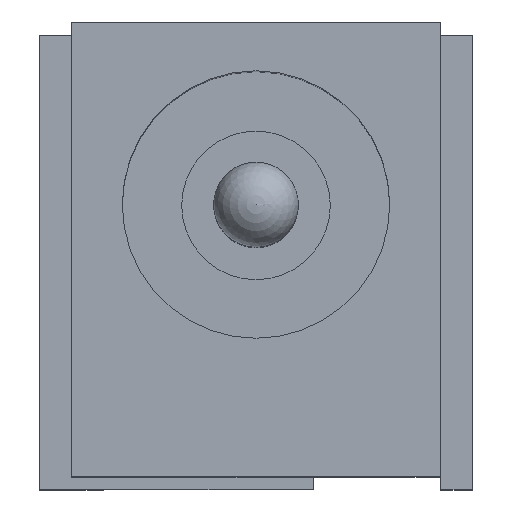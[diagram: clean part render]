
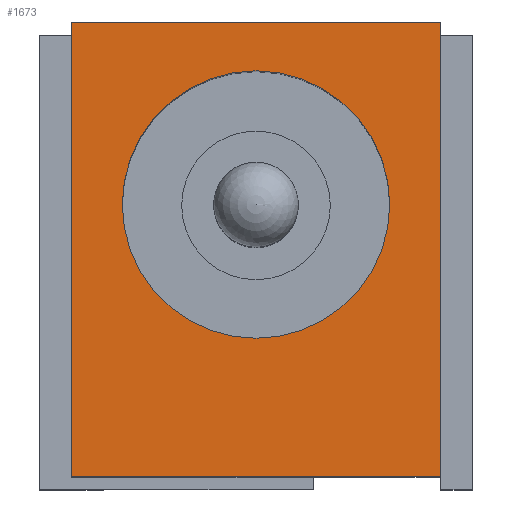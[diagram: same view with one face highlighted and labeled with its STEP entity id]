
A CAD part, top view. The second image highlights one B-rep face of the part: STEP entity #1673.
In plain terms, the highlighted planar face has unit normal (0, 0, 1).
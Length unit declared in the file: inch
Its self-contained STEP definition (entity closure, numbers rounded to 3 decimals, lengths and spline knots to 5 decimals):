
#91 = DIRECTION ( 'NONE',  ( 0., 0., 1. ) ) ;
#155 = DIRECTION ( 'NONE',  ( 1., 0., 0. ) ) ;
#176 = CARTESIAN_POINT ( 'NONE',  ( -0.17126, -0.25197, 0. ) ) ;
#193 = VECTOR ( 'NONE', #3508, 39.37008 ) ;
#244 = EDGE_CURVE ( 'NONE', #3067, #2263, #3558, .T. ) ;
#381 = VERTEX_POINT ( 'NONE', #3493 ) ;
#516 = LINE ( 'NONE', #1722, #2624 ) ;
#658 = FACE_OUTER_BOUND ( 'NONE', #866, .T. ) ;
#704 = PLANE ( 'NONE',  #2726 ) ;
#754 = CARTESIAN_POINT ( 'NONE',  ( 0.17126, 0.16929, 0. ) ) ;
#836 = CARTESIAN_POINT ( 'NONE',  ( 0.17126, 0.16929, 0. ) ) ;
#866 = EDGE_LOOP ( 'NONE', ( #3173, #1586, #1476, #2013 ) ) ;
#1019 = VERTEX_POINT ( 'NONE', #2479 ) ;
#1066 = CARTESIAN_POINT ( 'NONE',  ( 0.17126, -0.25197, 0. ) ) ;
#1104 = LINE ( 'NONE', #176, #2238 ) ;
#1183 = CARTESIAN_POINT ( 'NONE',  ( 0., 0., 0. ) ) ;
#1268 = AXIS2_PLACEMENT_3D ( 'NONE', #3382, #1876, #2203 ) ;
#1298 = ORIENTED_EDGE ( 'NONE', *, *, #2883, .F. ) ;
#1476 = ORIENTED_EDGE ( 'NONE', *, *, #244, .T. ) ;
#1497 = VERTEX_POINT ( 'NONE', #2869 ) ;
#1586 = ORIENTED_EDGE ( 'NONE', *, *, #3083, .T. ) ;
#1594 = DIRECTION ( 'NONE',  ( 1., 0., 0. ) ) ;
#1643 = CARTESIAN_POINT ( 'NONE',  ( -0.17126, 0.16929, 0. ) ) ;
#1673 = ADVANCED_FACE ( 'NONE', ( #3385, #658 ), #704, .T. ) ;
#1722 = CARTESIAN_POINT ( 'NONE',  ( -0.17126, 0.16929, 0. ) ) ;
#1801 = DIRECTION ( 'NONE',  ( 0., 0., 1. ) ) ;
#1839 = DIRECTION ( 'NONE',  ( 1., 0., 0. ) ) ;
#1876 = DIRECTION ( 'NONE',  ( 0., 0., 1. ) ) ;
#1902 = CARTESIAN_POINT ( 'NONE',  ( -0.17126, -0.25197, 0. ) ) ;
#1995 = LINE ( 'NONE', #1643, #193 ) ;
#2013 = ORIENTED_EDGE ( 'NONE', *, *, #3715, .T. ) ;
#2108 = CARTESIAN_POINT ( 'NONE',  ( -0.17126, 0.16929, 0. ) ) ;
#2203 = DIRECTION ( 'NONE',  ( 1., 0., 0. ) ) ;
#2229 = EDGE_LOOP ( 'NONE', ( #2816, #1298 ) ) ;
#2238 = VECTOR ( 'NONE', #155, 39.37008 ) ;
#2263 = VERTEX_POINT ( 'NONE', #754 ) ;
#2281 = EDGE_CURVE ( 'NONE', #2753, #1019, #1995, .T. ) ;
#2360 = CIRCLE ( 'NONE', #1268, 0.12402 ) ;
#2479 = CARTESIAN_POINT ( 'NONE',  ( -0.17126, -0.25197, 0. ) ) ;
#2613 = DIRECTION ( 'NONE',  ( -1., 0., 0. ) ) ;
#2624 = VECTOR ( 'NONE', #2613, 39.37008 ) ;
#2726 = AXIS2_PLACEMENT_3D ( 'NONE', #1902, #91, #1594 ) ;
#2753 = VERTEX_POINT ( 'NONE', #2108 ) ;
#2816 = ORIENTED_EDGE ( 'NONE', *, *, #3217, .F. ) ;
#2869 = CARTESIAN_POINT ( 'NONE',  ( -0.12402, 0., 0. ) ) ;
#2883 = EDGE_CURVE ( 'NONE', #1497, #381, #2360, .T. ) ;
#2930 = DIRECTION ( 'NONE',  ( 0., 1., 0. ) ) ;
#3056 = CIRCLE ( 'NONE', #3879, 0.12402 ) ;
#3067 = VERTEX_POINT ( 'NONE', #1066 ) ;
#3078 = VECTOR ( 'NONE', #2930, 39.37008 ) ;
#3083 = EDGE_CURVE ( 'NONE', #1019, #3067, #1104, .T. ) ;
#3173 = ORIENTED_EDGE ( 'NONE', *, *, #2281, .T. ) ;
#3217 = EDGE_CURVE ( 'NONE', #381, #1497, #3056, .T. ) ;
#3382 = CARTESIAN_POINT ( 'NONE',  ( 0., 0., 0. ) ) ;
#3385 = FACE_BOUND ( 'NONE', #2229, .T. ) ;
#3493 = CARTESIAN_POINT ( 'NONE',  ( 0.12402, 0., 0. ) ) ;
#3508 = DIRECTION ( 'NONE',  ( 0., -1., 0. ) ) ;
#3558 = LINE ( 'NONE', #836, #3078 ) ;
#3715 = EDGE_CURVE ( 'NONE', #2263, #2753, #516, .T. ) ;
#3879 = AXIS2_PLACEMENT_3D ( 'NONE', #1183, #1801, #1839 ) ;
